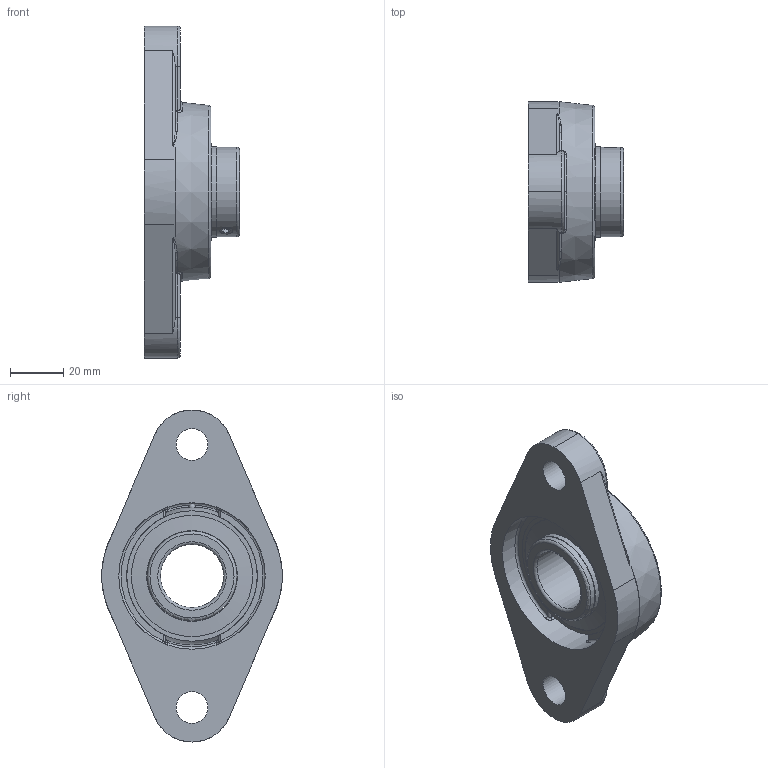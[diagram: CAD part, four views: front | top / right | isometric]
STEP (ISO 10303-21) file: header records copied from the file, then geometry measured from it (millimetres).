
FILE_DESCRIPTION(('HOOPS Exchange Step'),'2;1');
FILE_NAME('export-77C1DFB5-C3C6-4BCC-B8F2-9C0B4511172C.stp','2020-05-29T09:25:04-07:00',('dkerr'),('Alibre'),'HOOPS Exchange 2020.0','Alibre','Unknown authorisation');
FILE_SCHEMA( ('AP242_MANAGED_MODEL_BASED_3D_ENGINEERING_MIM_LF {1 0 10303 442 1 1 4 }') );
Length unit declared in the file: inch
Products named in the file (7): MRN SFTM L4L 205; MRN SUC 205-15 L4L (0.9375) (Race); MRN SUC 205 L4L (Ball); MRN SUC 205 L4L (Shield); MRN SUC 205 L4L (Set Screw); MRN SUC 205-15 L4L (0.9375); MRN SUCSFTM 205-15 L4L (0.9375inch)
Assembly tree (7 placements, depth 3):
  MRN SUCSFTM 205-15 L4L (0.9375inch)
    MRN SFTM L4L 205
    MRN SUC 205-15 L4L (0.9375)
      MRN SUC 205-15 L4L (0.9375) (Race)
      MRN SUC 205 L4L (Ball)
      MRN SUC 205 L4L (Shield)
      MRN SUC 205 L4L (Set Screw)  x2
Bounding box: 35.8 x 68 x 125 mm (x, y, z)
Volume: 80376.1 mm3; surface area: 37062.3 mm2
Topology: 16 solids, 16 shells, 161 faces, 428 edges, 278 vertices
Faces by surface type: plane 55, cylinder 44, torus 21, sphere 16, bspline 16, cone 9
Full cylindrical faces by diameter (mm): 4.917 x4, 12 x2, 23.812 x1, 33.655 x2, 33.68 x2, 34.188 x2, 45.72 x4, 55.143 x1, 60.25 x1
Entity records: 11759 total; most frequent: CARTESIAN_POINT 7874, DIRECTION 803, ORIENTED_EDGE 756, EDGE_CURVE 378, AXIS2_PLACEMENT_3D 347, VERTEX_POINT 261, CIRCLE 192, EDGE_LOOP 171
